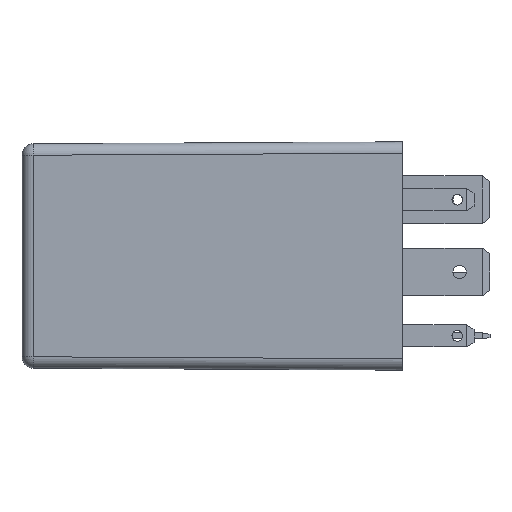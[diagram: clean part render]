
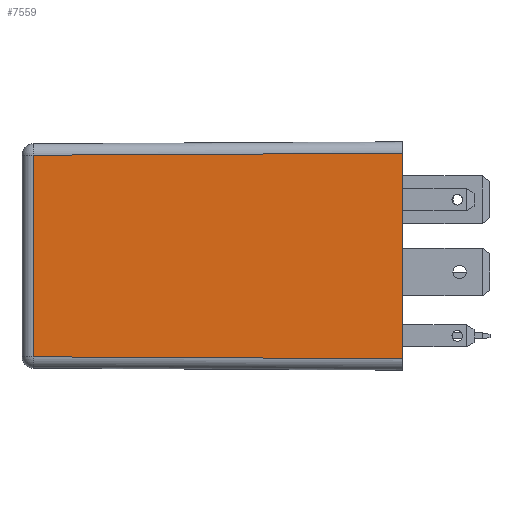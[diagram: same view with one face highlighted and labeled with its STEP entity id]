
A CAD part, left-side view. The second image highlights one B-rep face of the part: STEP entity #7559.
In plain terms, the highlighted planar face has unit normal (-1, 0.005, 0).
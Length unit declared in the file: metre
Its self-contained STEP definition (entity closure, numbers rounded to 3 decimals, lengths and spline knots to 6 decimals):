
#656 = ORIENTED_EDGE ( 'NONE', *, *, #4965, .T. ) ;
#1073 = FACE_OUTER_BOUND ( 'NONE', #8991, .T. ) ;
#1127 = PLANE ( 'NONE',  #3137 ) ;
#1169 = CARTESIAN_POINT ( 'NONE',  ( -0.03, 0., 0. ) ) ;
#1573 = LINE ( 'NONE', #4223, #3829 ) ;
#2029 = DIRECTION ( 'NONE',  ( -0.005, -1., 0. ) ) ;
#2154 = ORIENTED_EDGE ( 'NONE', *, *, #9234, .T. ) ;
#3027 = DIRECTION ( 'NONE',  ( 0.005, 1., -0.005 ) ) ;
#3068 = LINE ( 'NONE', #3618, #6786 ) ;
#3137 = AXIS2_PLACEMENT_3D ( 'NONE', #1169, #7136, #2029 ) ;
#3216 = CARTESIAN_POINT ( 'NONE',  ( -0.03, 0., 0. ) ) ;
#3618 = CARTESIAN_POINT ( 'NONE',  ( -0.029746, 0.048508, 0. ) ) ;
#3829 = VECTOR ( 'NONE', #10999, 1. ) ;
#4066 = DIRECTION ( 'NONE',  ( 0., 0., 1. ) ) ;
#4223 = CARTESIAN_POINT ( 'NONE',  ( -0.03, -0.000008, 0.0015 ) ) ;
#4387 = CARTESIAN_POINT ( 'NONE',  ( -0.03, 0., 0.0285 ) ) ;
#4965 = EDGE_CURVE ( 'NONE', #8512, #10717, #1573, .T. ) ;
#5910 = VERTEX_POINT ( 'NONE', #8244 ) ;
#6086 = ORIENTED_EDGE ( 'NONE', *, *, #6959, .T. ) ;
#6237 = LINE ( 'NONE', #8150, #10743 ) ;
#6786 = VECTOR ( 'NONE', #8682, 1. ) ;
#6959 = EDGE_CURVE ( 'NONE', #8093, #5910, #6237, .T. ) ;
#7081 = EDGE_CURVE ( 'NONE', #10717, #8093, #8594, .T. ) ;
#7136 = DIRECTION ( 'NONE',  ( -1., 0.005, 0. ) ) ;
#7559 = ADVANCED_FACE ( 'NONE', ( #1073 ), #1127, .T. ) ;
#7819 = CARTESIAN_POINT ( 'NONE',  ( -0.03, 0., 0.0015 ) ) ;
#8093 = VERTEX_POINT ( 'NONE', #4387 ) ;
#8150 = CARTESIAN_POINT ( 'NONE',  ( -0.029999, 0.000149, 0.028499 ) ) ;
#8244 = CARTESIAN_POINT ( 'NONE',  ( -0.029746, 0.048508, 0.028246 ) ) ;
#8512 = VERTEX_POINT ( 'NONE', #9185 ) ;
#8594 = LINE ( 'NONE', #3216, #10612 ) ;
#8682 = DIRECTION ( 'NONE',  ( 0., 0., -1. ) ) ;
#8991 = EDGE_LOOP ( 'NONE', ( #2154, #656, #9259, #6086 ) ) ;
#9185 = CARTESIAN_POINT ( 'NONE',  ( -0.029746, 0.048508, 0.001754 ) ) ;
#9234 = EDGE_CURVE ( 'NONE', #5910, #8512, #3068, .T. ) ;
#9259 = ORIENTED_EDGE ( 'NONE', *, *, #7081, .T. ) ;
#10612 = VECTOR ( 'NONE', #4066, 1. ) ;
#10717 = VERTEX_POINT ( 'NONE', #7819 ) ;
#10743 = VECTOR ( 'NONE', #3027, 1. ) ;
#10999 = DIRECTION ( 'NONE',  ( -0.005, -1., -0.005 ) ) ;
